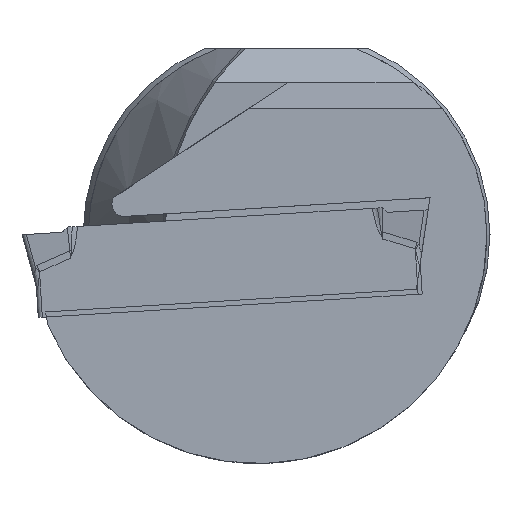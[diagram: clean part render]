
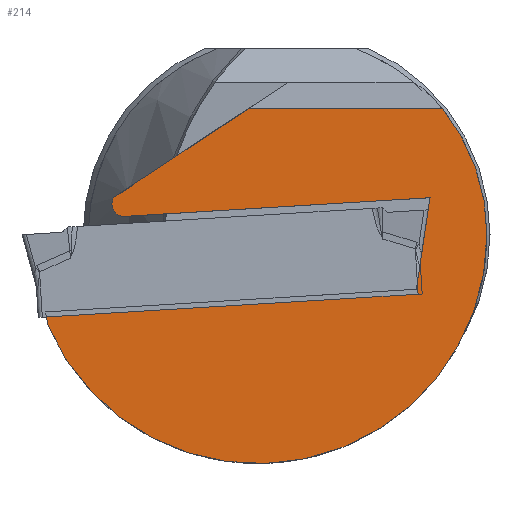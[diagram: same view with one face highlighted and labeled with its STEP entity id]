
A CAD part, left-side view. The second image highlights one B-rep face of the part: STEP entity #214.
In plain terms, the highlighted planar face has unit normal (-1, 0, 0).
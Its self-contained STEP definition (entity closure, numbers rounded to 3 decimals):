
#214=ADVANCED_FACE('',(#342),#309,.F.);
#309=PLANE('',#1650);
#342=FACE_OUTER_BOUND('',#436,.T.);
#436=EDGE_LOOP('',(#729,#730,#731,#732,#733,#734,#735,#736,#737));
#534=LINE('',#2136,#629);
#535=LINE('',#2139,#630);
#536=LINE('',#2145,#631);
#537=LINE('',#2147,#632);
#538=LINE('',#2151,#633);
#539=LINE('',#2153,#634);
#629=VECTOR('',#1786,1.);
#630=VECTOR('',#1787,1.);
#631=VECTOR('',#1792,1.);
#632=VECTOR('',#1793,1.);
#633=VECTOR('',#1796,1.);
#634=VECTOR('',#1797,1.);
#729=ORIENTED_EDGE('',*,*,#1359,.T.);
#730=ORIENTED_EDGE('',*,*,#1360,.T.);
#731=ORIENTED_EDGE('',*,*,#1361,.F.);
#732=ORIENTED_EDGE('',*,*,#1362,.F.);
#733=ORIENTED_EDGE('',*,*,#1363,.T.);
#734=ORIENTED_EDGE('',*,*,#1364,.T.);
#735=ORIENTED_EDGE('',*,*,#1365,.T.);
#736=ORIENTED_EDGE('',*,*,#1366,.T.);
#737=ORIENTED_EDGE('',*,*,#1367,.T.);
#1209=VERTEX_POINT('',#2137);
#1210=VERTEX_POINT('',#2138);
#1211=VERTEX_POINT('',#2140);
#1212=VERTEX_POINT('',#2142);
#1213=VERTEX_POINT('',#2144);
#1214=VERTEX_POINT('',#2146);
#1215=VERTEX_POINT('',#2148);
#1216=VERTEX_POINT('',#2150);
#1217=VERTEX_POINT('',#2152);
#1359=EDGE_CURVE('',#1209,#1210,#534,.T.);
#1360=EDGE_CURVE('',#1210,#1211,#535,.T.);
#1361=EDGE_CURVE('',#1212,#1211,#1595,.T.);
#1362=EDGE_CURVE('',#1213,#1212,#1596,.T.);
#1363=EDGE_CURVE('',#1213,#1214,#536,.T.);
#1364=EDGE_CURVE('',#1214,#1215,#537,.T.);
#1365=EDGE_CURVE('',#1215,#1216,#1597,.T.);
#1366=EDGE_CURVE('',#1216,#1217,#538,.T.);
#1367=EDGE_CURVE('',#1217,#1209,#539,.T.);
#1595=CIRCLE('',#1647,11.25);
#1596=CIRCLE('',#1648,9.85);
#1597=CIRCLE('',#1649,0.6);
#1647=AXIS2_PLACEMENT_3D('',#2141,#1788,#1789);
#1648=AXIS2_PLACEMENT_3D('',#2143,#1790,#1791);
#1649=AXIS2_PLACEMENT_3D('',#2149,#1794,#1795);
#1650=AXIS2_PLACEMENT_3D('',#2154,#1798,#1799);
#1786=DIRECTION('',(0.,0.998,-0.061));
#1787=DIRECTION('',(0.,-0.182,-0.983));
#1788=DIRECTION('',(1.,0.,0.));
#1789=DIRECTION('',(0.,0.,-1.));
#1790=DIRECTION('',(1.,0.,0.));
#1791=DIRECTION('',(0.,0.,-1.));
#1792=DIRECTION('',(0.,1.,0.));
#1793=DIRECTION('',(0.,0.834,-0.552));
#1794=DIRECTION('',(-1.,0.,0.));
#1795=DIRECTION('',(0.,1.,0.));
#1796=DIRECTION('',(0.,-0.998,0.061));
#1797=DIRECTION('',(0.,0.148,-0.989));
#1798=DIRECTION('',(1.,0.,0.));
#1799=DIRECTION('',(0.,0.,-1.));
#2136=CARTESIAN_POINT('',(0.192,13.,-3.866));
#2137=CARTESIAN_POINT('',(0.192,-6.38,-2.681));
#2138=CARTESIAN_POINT('',(0.192,11.847,-3.796));
#2139=CARTESIAN_POINT('',(0.192,11.669,-4.757));
#2140=CARTESIAN_POINT('',(0.192,11.72,-4.478));
#2141=CARTESIAN_POINT('',(0.192,1.4,0.));
#2142=CARTESIAN_POINT('',(0.192,-9.85,0.));
#2143=CARTESIAN_POINT('',(0.192,0.,0.));
#2144=CARTESIAN_POINT('',(0.192,-7.662,6.191));
#2145=CARTESIAN_POINT('',(0.192,-224.166,6.191));
#2146=CARTESIAN_POINT('',(0.192,1.889,6.191));
#2147=CARTESIAN_POINT('',(0.192,-6.311,11.618));
#2148=CARTESIAN_POINT('',(0.192,8.484,1.826));
#2149=CARTESIAN_POINT('',(0.192,7.98,1.499));
#2150=CARTESIAN_POINT('',(0.192,7.943,0.9));
#2151=CARTESIAN_POINT('',(0.192,-3.442,1.597));
#2152=CARTESIAN_POINT('',(0.192,-7.052,1.818));
#2153=CARTESIAN_POINT('',(0.192,-6.629,-1.012));
#2154=CARTESIAN_POINT('',(0.192,-14.,0.));
